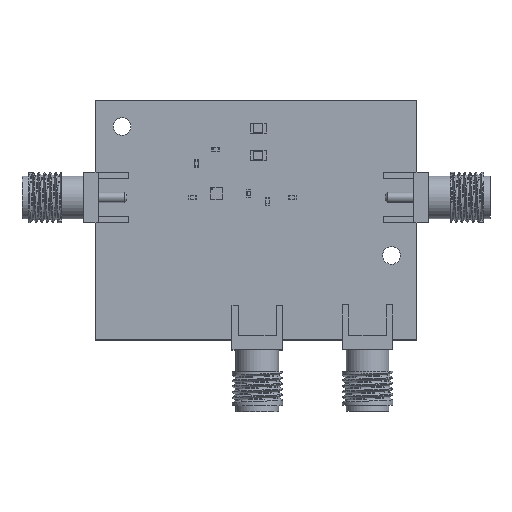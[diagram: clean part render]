
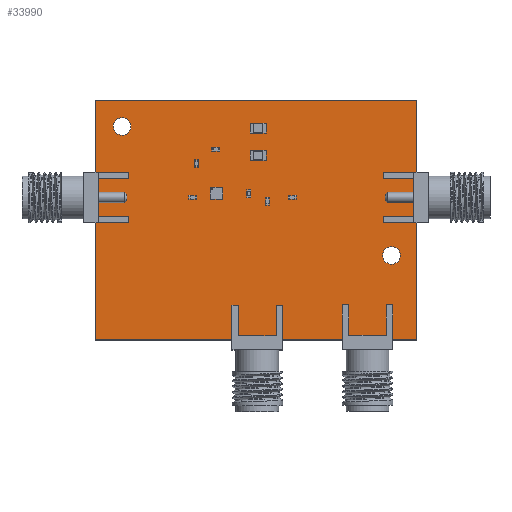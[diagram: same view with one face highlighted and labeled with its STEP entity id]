
A CAD part, top view. The second image highlights one B-rep face of the part: STEP entity #33990.
In plain terms, the highlighted planar face has unit normal (0, 0, 1).
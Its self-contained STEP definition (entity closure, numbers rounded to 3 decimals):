
#33633 = VERTEX_POINT('',#33634);
#33634 = CARTESIAN_POINT('',(160.,-134.39,1.567));
#33641 = PLANE('',#33642);
#33642 = AXIS2_PLACEMENT_3D('',#33643,#33644,#33645);
#33643 = CARTESIAN_POINT('',(160.,-134.39,0.));
#33644 = DIRECTION('',(0.,-1.,0.));
#33645 = DIRECTION('',(-1.,0.,0.));
#33653 = PLANE('',#33654);
#33654 = AXIS2_PLACEMENT_3D('',#33655,#33656,#33657);
#33655 = CARTESIAN_POINT('',(160.,-104.39,0.));
#33656 = DIRECTION('',(1.,0.,-0.));
#33657 = DIRECTION('',(0.,-1.,0.));
#33665 = EDGE_CURVE('',#33633,#33666,#33668,.T.);
#33666 = VERTEX_POINT('',#33667);
#33667 = CARTESIAN_POINT('',(119.8,-134.39,1.567));
#33668 = SURFACE_CURVE('',#33669,(#33673,#33680),.PCURVE_S1.);
#33669 = LINE('',#33670,#33671);
#33670 = CARTESIAN_POINT('',(160.,-134.39,1.567));
#33671 = VECTOR('',#33672,1.);
#33672 = DIRECTION('',(-1.,0.,0.));
#33673 = PCURVE('',#33641,#33674);
#33674 = DEFINITIONAL_REPRESENTATION('',(#33675),#33679);
#33675 = LINE('',#33676,#33677);
#33676 = CARTESIAN_POINT('',(0.,-1.567));
#33677 = VECTOR('',#33678,1.);
#33678 = DIRECTION('',(1.,0.));
#33679 = ( GEOMETRIC_REPRESENTATION_CONTEXT(2) 
PARAMETRIC_REPRESENTATION_CONTEXT() REPRESENTATION_CONTEXT('2D SPACE',''
  ) );
#33680 = PCURVE('',#33681,#33686);
#33681 = PLANE('',#33682);
#33682 = AXIS2_PLACEMENT_3D('',#33683,#33684,#33685);
#33683 = CARTESIAN_POINT('',(139.9,-119.39,1.567));
#33684 = DIRECTION('',(-0.,-0.,-1.));
#33685 = DIRECTION('',(-1.,0.,0.));
#33686 = DEFINITIONAL_REPRESENTATION('',(#33687),#33691);
#33687 = LINE('',#33688,#33689);
#33688 = CARTESIAN_POINT('',(-20.1,-15.));
#33689 = VECTOR('',#33690,1.);
#33690 = DIRECTION('',(1.,0.));
#33691 = ( GEOMETRIC_REPRESENTATION_CONTEXT(2) 
PARAMETRIC_REPRESENTATION_CONTEXT() REPRESENTATION_CONTEXT('2D SPACE',''
  ) );
#33709 = PLANE('',#33710);
#33710 = AXIS2_PLACEMENT_3D('',#33711,#33712,#33713);
#33711 = CARTESIAN_POINT('',(119.8,-134.39,0.));
#33712 = DIRECTION('',(-1.,0.,0.));
#33713 = DIRECTION('',(0.,1.,0.));
#33753 = VERTEX_POINT('',#33754);
#33754 = CARTESIAN_POINT('',(160.,-104.39,1.567));
#33768 = PLANE('',#33769);
#33769 = AXIS2_PLACEMENT_3D('',#33770,#33771,#33772);
#33770 = CARTESIAN_POINT('',(119.8,-104.39,0.));
#33771 = DIRECTION('',(0.,1.,0.));
#33772 = DIRECTION('',(1.,0.,0.));
#33780 = EDGE_CURVE('',#33753,#33633,#33781,.T.);
#33781 = SURFACE_CURVE('',#33782,(#33786,#33793),.PCURVE_S1.);
#33782 = LINE('',#33783,#33784);
#33783 = CARTESIAN_POINT('',(160.,-104.39,1.567));
#33784 = VECTOR('',#33785,1.);
#33785 = DIRECTION('',(0.,-1.,0.));
#33786 = PCURVE('',#33653,#33787);
#33787 = DEFINITIONAL_REPRESENTATION('',(#33788),#33792);
#33788 = LINE('',#33789,#33790);
#33789 = CARTESIAN_POINT('',(0.,-1.567));
#33790 = VECTOR('',#33791,1.);
#33791 = DIRECTION('',(1.,0.));
#33792 = ( GEOMETRIC_REPRESENTATION_CONTEXT(2) 
PARAMETRIC_REPRESENTATION_CONTEXT() REPRESENTATION_CONTEXT('2D SPACE',''
  ) );
#33793 = PCURVE('',#33681,#33794);
#33794 = DEFINITIONAL_REPRESENTATION('',(#33795),#33799);
#33795 = LINE('',#33796,#33797);
#33796 = CARTESIAN_POINT('',(-20.1,15.));
#33797 = VECTOR('',#33798,1.);
#33798 = DIRECTION('',(0.,-1.));
#33799 = ( GEOMETRIC_REPRESENTATION_CONTEXT(2) 
PARAMETRIC_REPRESENTATION_CONTEXT() REPRESENTATION_CONTEXT('2D SPACE',''
  ) );
#33827 = EDGE_CURVE('',#33666,#33828,#33830,.T.);
#33828 = VERTEX_POINT('',#33829);
#33829 = CARTESIAN_POINT('',(119.8,-104.39,1.567));
#33830 = SURFACE_CURVE('',#33831,(#33835,#33842),.PCURVE_S1.);
#33831 = LINE('',#33832,#33833);
#33832 = CARTESIAN_POINT('',(119.8,-134.39,1.567));
#33833 = VECTOR('',#33834,1.);
#33834 = DIRECTION('',(0.,1.,0.));
#33835 = PCURVE('',#33709,#33836);
#33836 = DEFINITIONAL_REPRESENTATION('',(#33837),#33841);
#33837 = LINE('',#33838,#33839);
#33838 = CARTESIAN_POINT('',(0.,-1.567));
#33839 = VECTOR('',#33840,1.);
#33840 = DIRECTION('',(1.,0.));
#33841 = ( GEOMETRIC_REPRESENTATION_CONTEXT(2) 
PARAMETRIC_REPRESENTATION_CONTEXT() REPRESENTATION_CONTEXT('2D SPACE',''
  ) );
#33842 = PCURVE('',#33681,#33843);
#33843 = DEFINITIONAL_REPRESENTATION('',(#33844),#33848);
#33844 = LINE('',#33845,#33846);
#33845 = CARTESIAN_POINT('',(20.1,-15.));
#33846 = VECTOR('',#33847,1.);
#33847 = DIRECTION('',(0.,1.));
#33848 = ( GEOMETRIC_REPRESENTATION_CONTEXT(2) 
PARAMETRIC_REPRESENTATION_CONTEXT() REPRESENTATION_CONTEXT('2D SPACE',''
  ) );
#33944 = CYLINDRICAL_SURFACE('',#33945,1.1);
#33945 = AXIS2_PLACEMENT_3D('',#33946,#33947,#33948);
#33946 = CARTESIAN_POINT('',(156.9,-123.8,-0.01));
#33947 = DIRECTION('',(0.,0.,1.));
#33948 = DIRECTION('',(1.,0.,-0.));
#33979 = CYLINDRICAL_SURFACE('',#33980,1.1);
#33980 = AXIS2_PLACEMENT_3D('',#33981,#33982,#33983);
#33981 = CARTESIAN_POINT('',(123.18,-107.66,-0.01));
#33982 = DIRECTION('',(0.,0.,1.));
#33983 = DIRECTION('',(1.,0.,-0.));
#33990 = ADVANCED_FACE('',(#33991,#34017,#34047),#33681,.F.);
#33991 = FACE_BOUND('',#33992,.F.);
#33992 = EDGE_LOOP('',(#33993,#33994,#33995,#34016));
#33993 = ORIENTED_EDGE('',*,*,#33665,.T.);
#33994 = ORIENTED_EDGE('',*,*,#33827,.T.);
#33995 = ORIENTED_EDGE('',*,*,#33996,.T.);
#33996 = EDGE_CURVE('',#33828,#33753,#33997,.T.);
#33997 = SURFACE_CURVE('',#33998,(#34002,#34009),.PCURVE_S1.);
#33998 = LINE('',#33999,#34000);
#33999 = CARTESIAN_POINT('',(119.8,-104.39,1.567));
#34000 = VECTOR('',#34001,1.);
#34001 = DIRECTION('',(1.,0.,0.));
#34002 = PCURVE('',#33681,#34003);
#34003 = DEFINITIONAL_REPRESENTATION('',(#34004),#34008);
#34004 = LINE('',#34005,#34006);
#34005 = CARTESIAN_POINT('',(20.1,15.));
#34006 = VECTOR('',#34007,1.);
#34007 = DIRECTION('',(-1.,0.));
#34008 = ( GEOMETRIC_REPRESENTATION_CONTEXT(2) 
PARAMETRIC_REPRESENTATION_CONTEXT() REPRESENTATION_CONTEXT('2D SPACE',''
  ) );
#34009 = PCURVE('',#33768,#34010);
#34010 = DEFINITIONAL_REPRESENTATION('',(#34011),#34015);
#34011 = LINE('',#34012,#34013);
#34012 = CARTESIAN_POINT('',(0.,-1.567));
#34013 = VECTOR('',#34014,1.);
#34014 = DIRECTION('',(1.,0.));
#34015 = ( GEOMETRIC_REPRESENTATION_CONTEXT(2) 
PARAMETRIC_REPRESENTATION_CONTEXT() REPRESENTATION_CONTEXT('2D SPACE',''
  ) );
#34016 = ORIENTED_EDGE('',*,*,#33780,.T.);
#34017 = FACE_BOUND('',#34018,.F.);
#34018 = EDGE_LOOP('',(#34019));
#34019 = ORIENTED_EDGE('',*,*,#34020,.T.);
#34020 = EDGE_CURVE('',#34021,#34021,#34023,.T.);
#34021 = VERTEX_POINT('',#34022);
#34022 = CARTESIAN_POINT('',(158.,-123.8,1.567));
#34023 = SURFACE_CURVE('',#34024,(#34029,#34040),.PCURVE_S1.);
#34024 = CIRCLE('',#34025,1.1);
#34025 = AXIS2_PLACEMENT_3D('',#34026,#34027,#34028);
#34026 = CARTESIAN_POINT('',(156.9,-123.8,1.567));
#34027 = DIRECTION('',(0.,0.,1.));
#34028 = DIRECTION('',(1.,0.,-0.));
#34029 = PCURVE('',#33681,#34030);
#34030 = DEFINITIONAL_REPRESENTATION('',(#34031),#34039);
#34031 = ( BOUNDED_CURVE() B_SPLINE_CURVE(2,(#34032,#34033,#34034,#34035
    ,#34036,#34037,#34038),.UNSPECIFIED.,.T.,.F.) 
B_SPLINE_CURVE_WITH_KNOTS((1,2,2,2,2,1),(-2.094,0.,
    2.094,4.189,6.283,8.378),
.UNSPECIFIED.) CURVE() GEOMETRIC_REPRESENTATION_ITEM() 
RATIONAL_B_SPLINE_CURVE((1.,0.5,1.,0.5,1.,0.5,1.)) REPRESENTATION_ITEM(
  '') );
#34032 = CARTESIAN_POINT('',(-18.1,-4.41));
#34033 = CARTESIAN_POINT('',(-18.1,-2.505));
#34034 = CARTESIAN_POINT('',(-16.45,-3.457));
#34035 = CARTESIAN_POINT('',(-14.8,-4.41));
#34036 = CARTESIAN_POINT('',(-16.45,-5.363));
#34037 = CARTESIAN_POINT('',(-18.1,-6.315));
#34038 = CARTESIAN_POINT('',(-18.1,-4.41));
#34039 = ( GEOMETRIC_REPRESENTATION_CONTEXT(2) 
PARAMETRIC_REPRESENTATION_CONTEXT() REPRESENTATION_CONTEXT('2D SPACE',''
  ) );
#34040 = PCURVE('',#33944,#34041);
#34041 = DEFINITIONAL_REPRESENTATION('',(#34042),#34046);
#34042 = LINE('',#34043,#34044);
#34043 = CARTESIAN_POINT('',(0.,1.577));
#34044 = VECTOR('',#34045,1.);
#34045 = DIRECTION('',(1.,0.));
#34046 = ( GEOMETRIC_REPRESENTATION_CONTEXT(2) 
PARAMETRIC_REPRESENTATION_CONTEXT() REPRESENTATION_CONTEXT('2D SPACE',''
  ) );
#34047 = FACE_BOUND('',#34048,.F.);
#34048 = EDGE_LOOP('',(#34049));
#34049 = ORIENTED_EDGE('',*,*,#34050,.T.);
#34050 = EDGE_CURVE('',#34051,#34051,#34053,.T.);
#34051 = VERTEX_POINT('',#34052);
#34052 = CARTESIAN_POINT('',(124.28,-107.66,1.567));
#34053 = SURFACE_CURVE('',#34054,(#34059,#34070),.PCURVE_S1.);
#34054 = CIRCLE('',#34055,1.1);
#34055 = AXIS2_PLACEMENT_3D('',#34056,#34057,#34058);
#34056 = CARTESIAN_POINT('',(123.18,-107.66,1.567));
#34057 = DIRECTION('',(0.,0.,1.));
#34058 = DIRECTION('',(1.,0.,-0.));
#34059 = PCURVE('',#33681,#34060);
#34060 = DEFINITIONAL_REPRESENTATION('',(#34061),#34069);
#34061 = ( BOUNDED_CURVE() B_SPLINE_CURVE(2,(#34062,#34063,#34064,#34065
    ,#34066,#34067,#34068),.UNSPECIFIED.,.T.,.F.) 
B_SPLINE_CURVE_WITH_KNOTS((1,2,2,2,2,1),(-2.094,0.,
    2.094,4.189,6.283,8.378),
.UNSPECIFIED.) CURVE() GEOMETRIC_REPRESENTATION_ITEM() 
RATIONAL_B_SPLINE_CURVE((1.,0.5,1.,0.5,1.,0.5,1.)) REPRESENTATION_ITEM(
  '') );
#34062 = CARTESIAN_POINT('',(15.62,11.73));
#34063 = CARTESIAN_POINT('',(15.62,13.635));
#34064 = CARTESIAN_POINT('',(17.27,12.683));
#34065 = CARTESIAN_POINT('',(18.92,11.73));
#34066 = CARTESIAN_POINT('',(17.27,10.777));
#34067 = CARTESIAN_POINT('',(15.62,9.825));
#34068 = CARTESIAN_POINT('',(15.62,11.73));
#34069 = ( GEOMETRIC_REPRESENTATION_CONTEXT(2) 
PARAMETRIC_REPRESENTATION_CONTEXT() REPRESENTATION_CONTEXT('2D SPACE',''
  ) );
#34070 = PCURVE('',#33979,#34071);
#34071 = DEFINITIONAL_REPRESENTATION('',(#34072),#34076);
#34072 = LINE('',#34073,#34074);
#34073 = CARTESIAN_POINT('',(0.,1.577));
#34074 = VECTOR('',#34075,1.);
#34075 = DIRECTION('',(1.,0.));
#34076 = ( GEOMETRIC_REPRESENTATION_CONTEXT(2) 
PARAMETRIC_REPRESENTATION_CONTEXT() REPRESENTATION_CONTEXT('2D SPACE',''
  ) );
